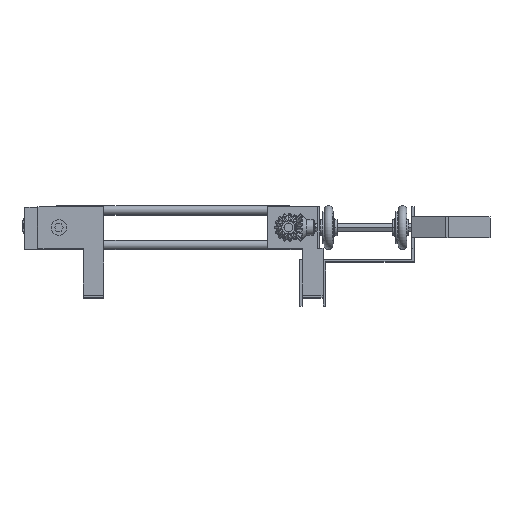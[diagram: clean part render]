
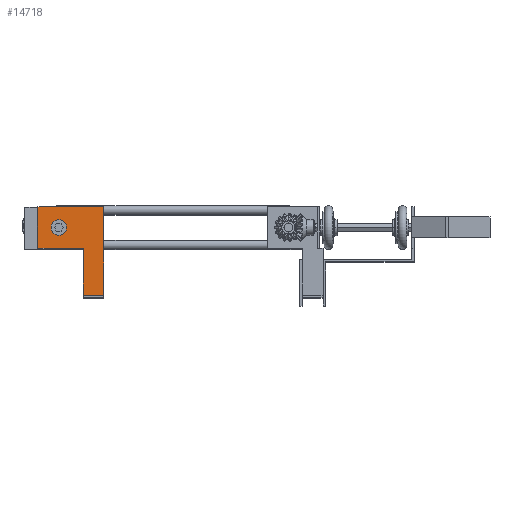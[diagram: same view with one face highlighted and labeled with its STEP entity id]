
A CAD part, top view. The second image highlights one B-rep face of the part: STEP entity #14718.
In plain terms, the highlighted face is planar.
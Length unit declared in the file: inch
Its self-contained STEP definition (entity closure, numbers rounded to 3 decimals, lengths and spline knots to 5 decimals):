
#1662=LINE('',#36015,#2842);
#1674=LINE('',#36052,#2854);
#1675=LINE('',#36055,#2855);
#1679=LINE('',#36061,#2859);
#1680=LINE('',#36064,#2860);
#1682=LINE('',#36067,#2862);
#2842=VECTOR('',#19841,0.3937);
#2854=VECTOR('',#19873,0.3937);
#2855=VECTOR('',#19876,0.3937);
#2859=VECTOR('',#19884,0.3937);
#2860=VECTOR('',#19887,0.3937);
#2862=VECTOR('',#19891,0.3937);
#3318=PLANE('',#16277);
#3836=FACE_BOUND('',#5639,.T.);
#4635=FACE_OUTER_BOUND('',#5638,.T.);
#5638=EDGE_LOOP('',(#13415,#13416,#13417,#13418,#13419,#13420));
#5639=EDGE_LOOP('',(#13421));
#6245=CIRCLE('',#16278,0.37);
#7540=VERTEX_POINT('',#36008);
#7543=VERTEX_POINT('',#36013);
#7557=VERTEX_POINT('',#36048);
#7558=VERTEX_POINT('',#36050);
#7559=VERTEX_POINT('',#36054);
#7560=VERTEX_POINT('',#36063);
#7561=VERTEX_POINT('',#36068);
#9505=EDGE_CURVE('',#7540,#7543,#1662,.T.);
#9522=EDGE_CURVE('',#7557,#7558,#1674,.T.);
#9523=EDGE_CURVE('',#7557,#7559,#1675,.T.);
#9527=EDGE_CURVE('',#7558,#7540,#1679,.T.);
#9528=EDGE_CURVE('',#7560,#7559,#1680,.T.);
#9530=EDGE_CURVE('',#7543,#7560,#1682,.T.);
#9531=EDGE_CURVE('',#7561,#7561,#6245,.T.);
#13415=ORIENTED_EDGE('',*,*,#9527,.T.);
#13416=ORIENTED_EDGE('',*,*,#9505,.T.);
#13417=ORIENTED_EDGE('',*,*,#9530,.T.);
#13418=ORIENTED_EDGE('',*,*,#9528,.T.);
#13419=ORIENTED_EDGE('',*,*,#9523,.F.);
#13420=ORIENTED_EDGE('',*,*,#9522,.T.);
#13421=ORIENTED_EDGE('',*,*,#9531,.T.);
#14718=ADVANCED_FACE('',(#4635,#3836),#3318,.T.);
#16277=AXIS2_PLACEMENT_3D('',#36066,#19889,#19890);
#16278=AXIS2_PLACEMENT_3D('',#36069,#19892,#19893);
#19841=DIRECTION('',(0.,0.,1.));
#19873=DIRECTION('',(0.,0.,-1.));
#19876=DIRECTION('',(0.,1.,0.));
#19884=DIRECTION('',(0.,1.,0.));
#19887=DIRECTION('',(0.,0.,-1.));
#19889=DIRECTION('center_axis',(1.,0.,0.));
#19890=DIRECTION('ref_axis',(0.,0.,-1.));
#19891=DIRECTION('',(0.,-1.,0.));
#19892=DIRECTION('center_axis',(-1.,0.,0.));
#19893=DIRECTION('ref_axis',(0.,-1.,0.));
#36008=CARTESIAN_POINT('',(0.125,1.,-2.15912));
#36013=CARTESIAN_POINT('',(0.125,1.,1.));
#36015=CARTESIAN_POINT('',(0.125,1.,-12.5));
#36048=CARTESIAN_POINT('',(0.125,-3.24341,-1.15912));
#36050=CARTESIAN_POINT('',(0.125,-3.24341,-2.15912));
#36052=CARTESIAN_POINT('',(0.125,-3.24341,-3.70456));
#36054=CARTESIAN_POINT('',(0.125,-1.,-1.15912));
#36055=CARTESIAN_POINT('',(0.125,-3.36841,-1.15912));
#36061=CARTESIAN_POINT('',(0.125,1.3588,-2.15912));
#36063=CARTESIAN_POINT('',(0.125,-1.,1.));
#36064=CARTESIAN_POINT('',(0.125,-1.,1.));
#36066=CARTESIAN_POINT('Origin',(0.125,0.,-5.75));
#36067=CARTESIAN_POINT('',(0.125,1.,1.));
#36068=CARTESIAN_POINT('',(0.125,0.37,0.));
#36069=CARTESIAN_POINT('Origin',(0.125,0.,0.));
